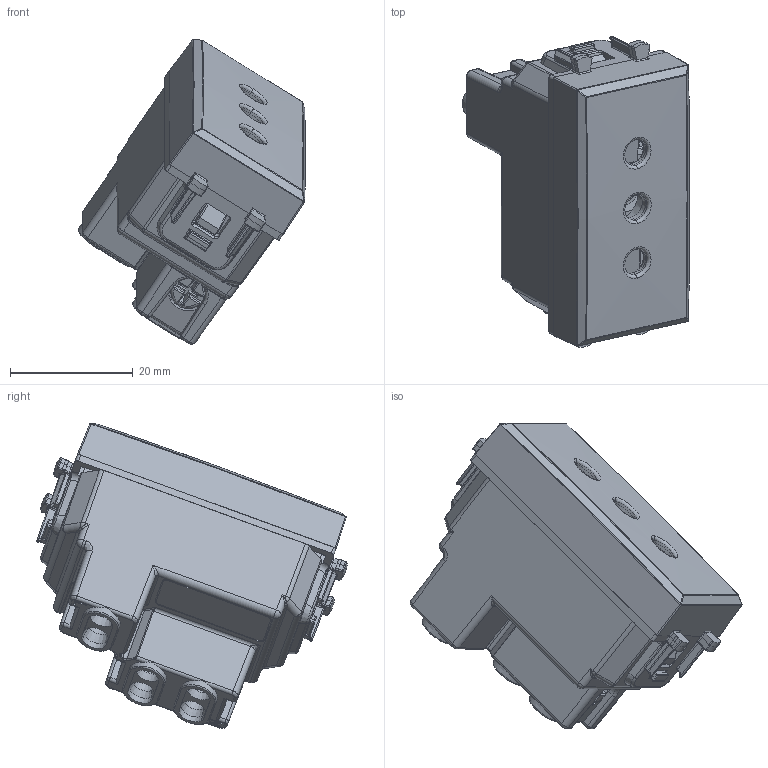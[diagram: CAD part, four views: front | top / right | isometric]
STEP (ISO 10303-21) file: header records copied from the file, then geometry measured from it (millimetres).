
FILE_DESCRIPTION(('CATIA V5 STEP Exchange'),'2;1');
FILE_NAME('445006TS.stp','2024-03-06T13:48:18+00:00',('none'),('none'),'CATIA Version 5-6 Release 2016 SP6','CATIA V5 STEP AP203','none');
FILE_SCHEMA(('CONFIG_CONTROL_DESIGN'));
Length unit declared in the file: millimetre
Products named in the file (1): 445006TS
Assembly tree (7 placements, depth 2):
  445006TS
    #57
    #63802
    #66928  x3
    #68867
    #100086
Bounding box: 37.05 x 50.66 x 49.76 mm (x, y, z)
Volume: 10149 mm3; surface area: 16990.9 mm2
Topology: 7 solids, 7 shells, 2834 faces, 7334 edges, 4290 vertices
Faces by surface type: cylinder 1018, plane 985, bspline 405, sphere 200, cone 148, torus 70, extrusion 8
Entity records: 110717 total; most frequent: CARTESIAN_POINT 55004, ORIENTED_EDGE 13568, DIRECTION 7869, EDGE_CURVE 6784, VERTEX_POINT 4087, AXIS2_PLACEMENT_3D 3056, VECTOR 2890, LINE 2882
